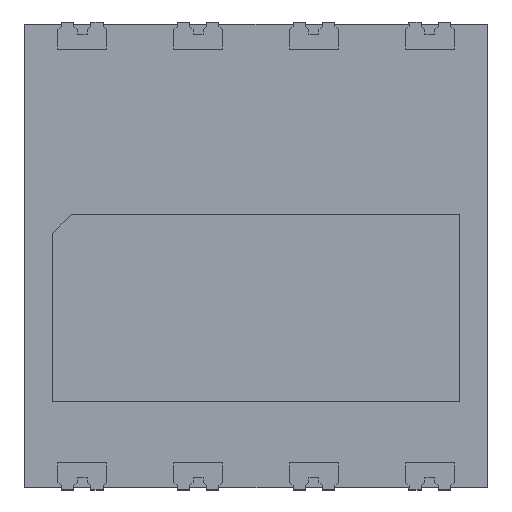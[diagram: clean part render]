
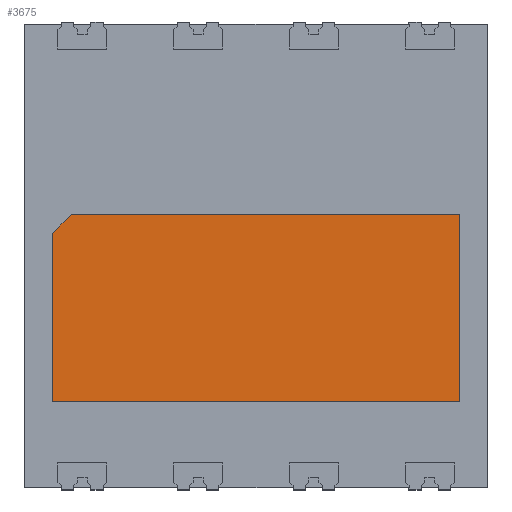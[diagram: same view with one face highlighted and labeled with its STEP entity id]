
A CAD part, top view. The second image highlights one B-rep face of the part: STEP entity #3675.
In plain terms, the highlighted planar face has unit normal (0, 0, 1).
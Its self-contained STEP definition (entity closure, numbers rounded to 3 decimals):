
#3675=ADVANCED_FACE('',(#6427),#6429,.T.);
#6427=FACE_BOUND('',#6428,.T.);
#6428=EDGE_LOOP('',(#9063,#9064,#9065,#9066,#9067));
#6429=PLANE('',#6430);
#6430=AXIS2_PLACEMENT_3D('',#6431,#6432,#6433);
#6431=CARTESIAN_POINT('',(0.,0.,0.9));
#6432=DIRECTION('',(0.,0.,1.));
#6433=DIRECTION('',(-1.,0.,0.));
#9063=ORIENTED_EDGE('',*,*,#10121,.T.);
#9064=ORIENTED_EDGE('',*,*,#10129,.T.);
#9065=ORIENTED_EDGE('',*,*,#10127,.T.);
#9066=ORIENTED_EDGE('',*,*,#10125,.T.);
#9067=ORIENTED_EDGE('',*,*,#10123,.T.);
#10121=EDGE_CURVE('',#11997,#11995,#11998,.T.);
#10123=EDGE_CURVE('',#12000,#11997,#12001,.T.);
#10125=EDGE_CURVE('',#12003,#12000,#12004,.T.);
#10127=EDGE_CURVE('',#12006,#12003,#12007,.T.);
#10129=EDGE_CURVE('',#11995,#12006,#12009,.T.);
#11995=VERTEX_POINT('',#16037);
#11997=VERTEX_POINT('',#16041);
#11998=LINE('',#16042,#16043);
#12000=VERTEX_POINT('',#16048);
#12001=LINE('',#16049,#16050);
#12003=VERTEX_POINT('',#16055);
#12004=LINE('',#16056,#16057);
#12006=VERTEX_POINT('',#16062);
#12007=LINE('',#16063,#16064);
#12009=LINE('',#16069,#16070);
#16037=CARTESIAN_POINT('',(-4.388,-3.141,0.9));
#16041=CARTESIAN_POINT('',(-4.388,0.491,0.9));
#16042=CARTESIAN_POINT('',(-4.388,0.491,0.9));
#16043=VECTOR('',#16044,1.);
#16044=DIRECTION('',(0.,-1.,0.));
#16048=CARTESIAN_POINT('',(-3.988,0.891,0.9));
#16049=CARTESIAN_POINT('',(-3.988,0.891,0.9));
#16050=VECTOR('',#16051,1.);
#16051=DIRECTION('',(-0.707,-0.707,0.));
#16055=CARTESIAN_POINT('',(4.388,0.891,0.9));
#16056=CARTESIAN_POINT('',(4.388,0.891,0.9));
#16057=VECTOR('',#16058,1.);
#16058=DIRECTION('',(-1.,0.,0.));
#16062=CARTESIAN_POINT('',(4.388,-3.141,0.9));
#16063=CARTESIAN_POINT('',(4.388,-3.141,0.9));
#16064=VECTOR('',#16065,1.);
#16065=DIRECTION('',(0.,1.,0.));
#16069=CARTESIAN_POINT('',(-4.388,-3.141,0.9));
#16070=VECTOR('',#16071,1.);
#16071=DIRECTION('',(1.,0.,0.));
